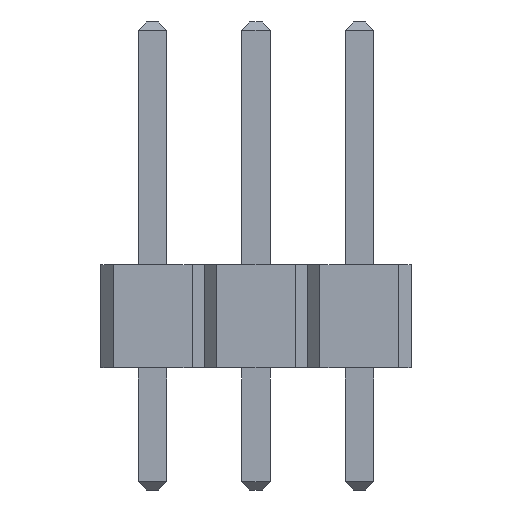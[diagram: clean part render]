
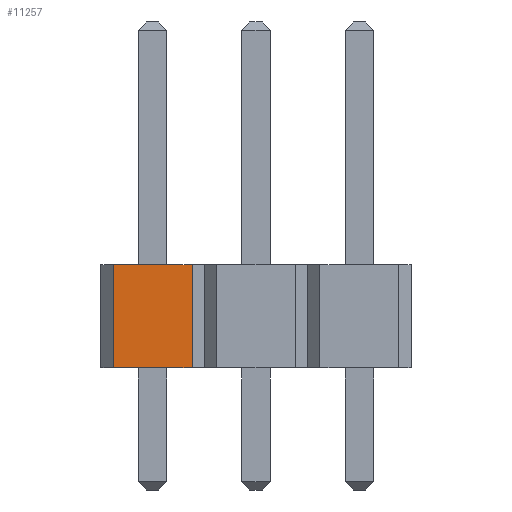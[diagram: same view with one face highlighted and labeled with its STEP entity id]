
A CAD part, front view. The second image highlights one B-rep face of the part: STEP entity #11257.
In plain terms, the highlighted planar face has unit normal (0, -1, 0).
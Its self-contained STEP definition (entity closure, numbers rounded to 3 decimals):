
#10707 = VERTEX_POINT('',#10708);
#10708 = CARTESIAN_POINT('',(-0.97,-49.53,0.));
#10714 = EDGE_CURVE('',#10715,#10707,#10717,.T.);
#10715 = VERTEX_POINT('',#10716);
#10716 = CARTESIAN_POINT('',(0.97,-49.53,0.));
#10717 = LINE('',#10718,#10719);
#10718 = CARTESIAN_POINT('',(1.27,-49.53,0.));
#10719 = VECTOR('',#10720,1.);
#10720 = DIRECTION('',(-1.,0.,0.));
#10929 = VERTEX_POINT('',#10930);
#10930 = CARTESIAN_POINT('',(-0.97,-49.53,2.54));
#10936 = EDGE_CURVE('',#10937,#10929,#10939,.T.);
#10937 = VERTEX_POINT('',#10938);
#10938 = CARTESIAN_POINT('',(0.97,-49.53,2.54));
#10939 = LINE('',#10940,#10941);
#10940 = CARTESIAN_POINT('',(1.27,-49.53,2.54));
#10941 = VECTOR('',#10942,1.);
#10942 = DIRECTION('',(-1.,0.,0.));
#11247 = EDGE_CURVE('',#10715,#10937,#11248,.T.);
#11248 = LINE('',#11249,#11250);
#11249 = CARTESIAN_POINT('',(0.97,-49.53,0.));
#11250 = VECTOR('',#11251,1.);
#11251 = DIRECTION('',(0.,0.,1.));
#11257 = ADVANCED_FACE('',(#11258),#11269,.T.);
#11258 = FACE_BOUND('',#11259,.T.);
#11259 = EDGE_LOOP('',(#11260,#11261,#11262,#11263));
#11260 = ORIENTED_EDGE('',*,*,#10714,.F.);
#11261 = ORIENTED_EDGE('',*,*,#11247,.T.);
#11262 = ORIENTED_EDGE('',*,*,#10936,.T.);
#11263 = ORIENTED_EDGE('',*,*,#11264,.F.);
#11264 = EDGE_CURVE('',#10707,#10929,#11265,.T.);
#11265 = LINE('',#11266,#11267);
#11266 = CARTESIAN_POINT('',(-0.97,-49.53,0.));
#11267 = VECTOR('',#11268,1.);
#11268 = DIRECTION('',(0.,0.,1.));
#11269 = PLANE('',#11270);
#11270 = AXIS2_PLACEMENT_3D('',#11271,#11272,#11273);
#11271 = CARTESIAN_POINT('',(1.27,-49.53,0.));
#11272 = DIRECTION('',(0.,-1.,0.));
#11273 = DIRECTION('',(-1.,0.,0.));
